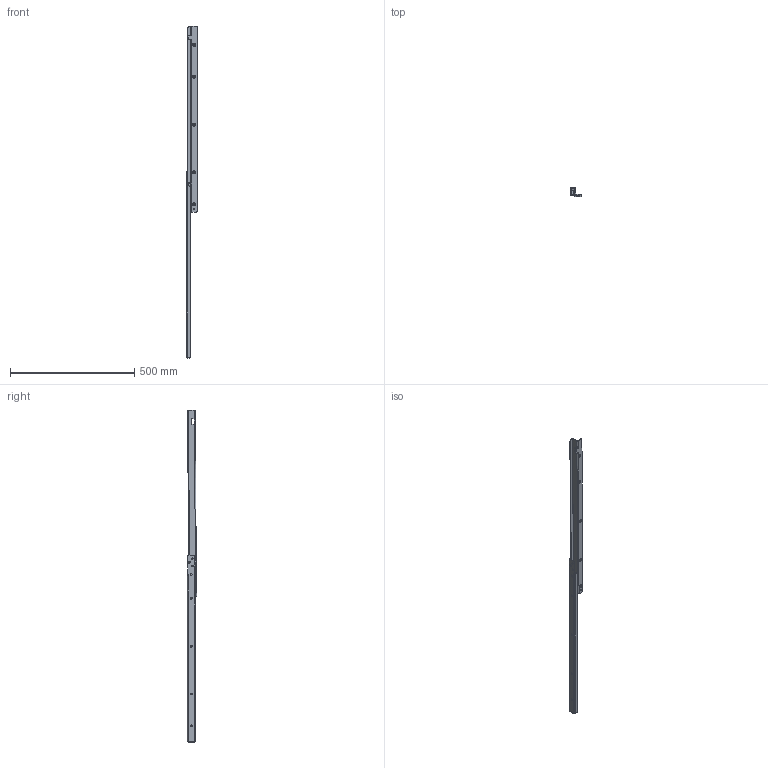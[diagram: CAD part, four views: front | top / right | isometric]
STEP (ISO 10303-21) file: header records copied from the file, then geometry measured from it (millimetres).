
FILE_DESCRIPTION (( 'STEP AP214' ), '1' );
FILE_NAME ('FR_207.0750mm_30inch_open_left.STEP', '2022-11-18T10:44:57', ( '' ), ( '' ), 'SwSTEP 2.0', 'SolidWorks 2020', '' );
FILE_SCHEMA (( 'AUTOMOTIVE_DESIGN' ));
Length unit declared in the file: millimetre
Products named in the file (5): 207.XXX-01.A120_750mm; 207.XXX-03.0000_NL 750; 207.XXX-01.0000_NL 750; FR_207.0750mm_30inch_open_left; 207.XXX-03.A121_750mm
Assembly tree (4 placements, depth 3):
  FR_207.0750mm_30inch_open_left
    207.XXX-01.0000_NL 750
      207.XXX-01.A120_750mm
    207.XXX-03.0000_NL 750
      207.XXX-03.A121_750mm
Bounding box: 42.5 x 36.4 x 1334.14 mm (x, y, z)
Volume: 254869.2 mm3; surface area: 181528.6 mm2
Topology: 2 solids, 2 shells, 193 faces, 521 edges, 322 vertices
Faces by surface type: cylinder 88, plane 70, cone 22, bspline 13
Entity records: 6995 total; most frequent: CARTESIAN_POINT 1894, DIRECTION 1059, ORIENTED_EDGE 1042, EDGE_CURVE 521, AXIS2_PLACEMENT_3D 397, VERTEX_POINT 322, VECTOR 265, LINE 265
